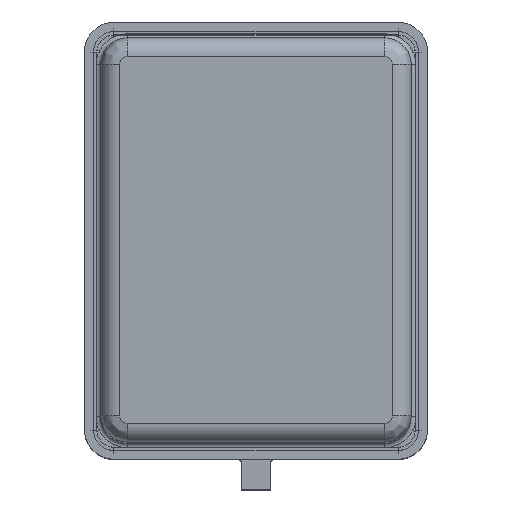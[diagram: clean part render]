
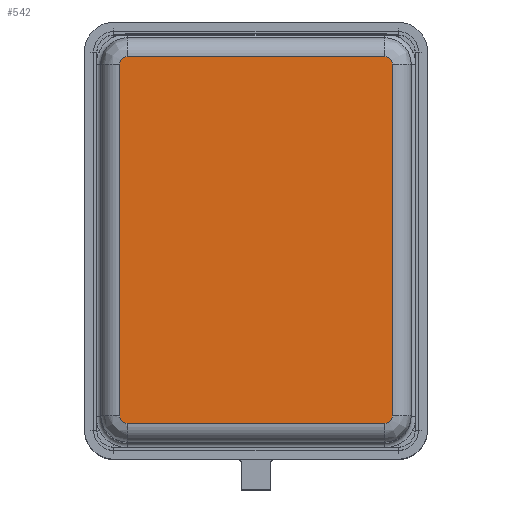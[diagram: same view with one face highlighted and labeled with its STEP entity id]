
A CAD part, top view. The second image highlights one B-rep face of the part: STEP entity #542.
In plain terms, the highlighted planar face has unit normal (0, 0, 1).
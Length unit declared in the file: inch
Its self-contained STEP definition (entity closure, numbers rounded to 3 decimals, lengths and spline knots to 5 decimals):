
#376=FACE_OUTER_BOUND('',#916,.T.);
#542=ADVANCED_FACE('',(#376),#730,.T.);
#730=PLANE('',#3419);
#916=EDGE_LOOP('',(#1477,#1478,#1479,#1480,#1481,#1482,#1483,#1484));
#1183=CIRCLE('',#3415,0.008);
#1184=CIRCLE('',#3416,0.008);
#1185=CIRCLE('',#3417,0.008);
#1186=CIRCLE('',#3418,0.008);
#1477=ORIENTED_EDGE('',*,*,#2569,.F.);
#1478=ORIENTED_EDGE('',*,*,#2570,.T.);
#1479=ORIENTED_EDGE('',*,*,#2571,.F.);
#1480=ORIENTED_EDGE('',*,*,#2572,.T.);
#1481=ORIENTED_EDGE('',*,*,#2573,.F.);
#1482=ORIENTED_EDGE('',*,*,#2574,.T.);
#1483=ORIENTED_EDGE('',*,*,#2575,.F.);
#1484=ORIENTED_EDGE('',*,*,#2576,.T.);
#2263=VERTEX_POINT('',#5045);
#2264=VERTEX_POINT('',#5046);
#2265=VERTEX_POINT('',#5048);
#2266=VERTEX_POINT('',#5050);
#2267=VERTEX_POINT('',#5052);
#2268=VERTEX_POINT('',#5054);
#2269=VERTEX_POINT('',#5056);
#2270=VERTEX_POINT('',#5058);
#2569=EDGE_CURVE('',#2263,#2264,#1183,.T.);
#2570=EDGE_CURVE('',#2263,#2265,#2963,.T.);
#2571=EDGE_CURVE('',#2266,#2265,#1184,.T.);
#2572=EDGE_CURVE('',#2266,#2267,#2964,.T.);
#2573=EDGE_CURVE('',#2268,#2267,#1185,.T.);
#2574=EDGE_CURVE('',#2268,#2269,#2965,.T.);
#2575=EDGE_CURVE('',#2270,#2269,#1186,.T.);
#2576=EDGE_CURVE('',#2270,#2264,#2966,.T.);
#2963=LINE('',#5047,#3183);
#2964=LINE('',#5051,#3184);
#2965=LINE('',#5055,#3185);
#2966=LINE('',#5059,#3186);
#3183=VECTOR('',#3932,1.);
#3184=VECTOR('',#3935,1.);
#3185=VECTOR('',#3938,1.);
#3186=VECTOR('',#3941,1.);
#3415=AXIS2_PLACEMENT_3D('',#5044,#3930,#3931);
#3416=AXIS2_PLACEMENT_3D('',#5049,#3933,#3934);
#3417=AXIS2_PLACEMENT_3D('',#5053,#3936,#3937);
#3418=AXIS2_PLACEMENT_3D('',#5057,#3939,#3940);
#3419=AXIS2_PLACEMENT_3D('',#5060,#3942,#3943);
#3930=DIRECTION('',(0.,0.,-1.));
#3931=DIRECTION('',(1.,0.,0.));
#3932=DIRECTION('',(1.,0.,0.));
#3933=DIRECTION('',(0.,0.,-1.));
#3934=DIRECTION('',(1.,0.,0.));
#3935=DIRECTION('',(0.,1.,0.));
#3936=DIRECTION('',(0.,0.,-1.));
#3937=DIRECTION('',(1.,0.,0.));
#3938=DIRECTION('',(-1.,0.,0.));
#3939=DIRECTION('',(0.,0.,-1.));
#3940=DIRECTION('',(1.,0.,0.));
#3941=DIRECTION('',(0.,-1.,0.));
#3942=DIRECTION('',(0.,0.,1.));
#3943=DIRECTION('',(1.,0.,0.));
#5044=CARTESIAN_POINT('',(-0.137,-0.187,0.44));
#5045=CARTESIAN_POINT('',(-0.137,-0.195,0.44));
#5046=CARTESIAN_POINT('',(-0.145,-0.187,0.44));
#5047=CARTESIAN_POINT('',(0.,-0.195,0.44));
#5048=CARTESIAN_POINT('',(0.137,-0.195,0.44));
#5049=CARTESIAN_POINT('',(0.137,-0.187,0.44));
#5050=CARTESIAN_POINT('',(0.145,-0.187,0.44));
#5051=CARTESIAN_POINT('',(0.145,0.,0.44));
#5052=CARTESIAN_POINT('',(0.145,0.187,0.44));
#5053=CARTESIAN_POINT('',(0.137,0.187,0.44));
#5054=CARTESIAN_POINT('',(0.137,0.195,0.44));
#5055=CARTESIAN_POINT('',(0.,0.195,0.44));
#5056=CARTESIAN_POINT('',(-0.137,0.195,0.44));
#5057=CARTESIAN_POINT('',(-0.137,0.187,0.44));
#5058=CARTESIAN_POINT('',(-0.145,0.187,0.44));
#5059=CARTESIAN_POINT('',(-0.145,0.,0.44));
#5060=CARTESIAN_POINT('',(0.,0.,0.44));
